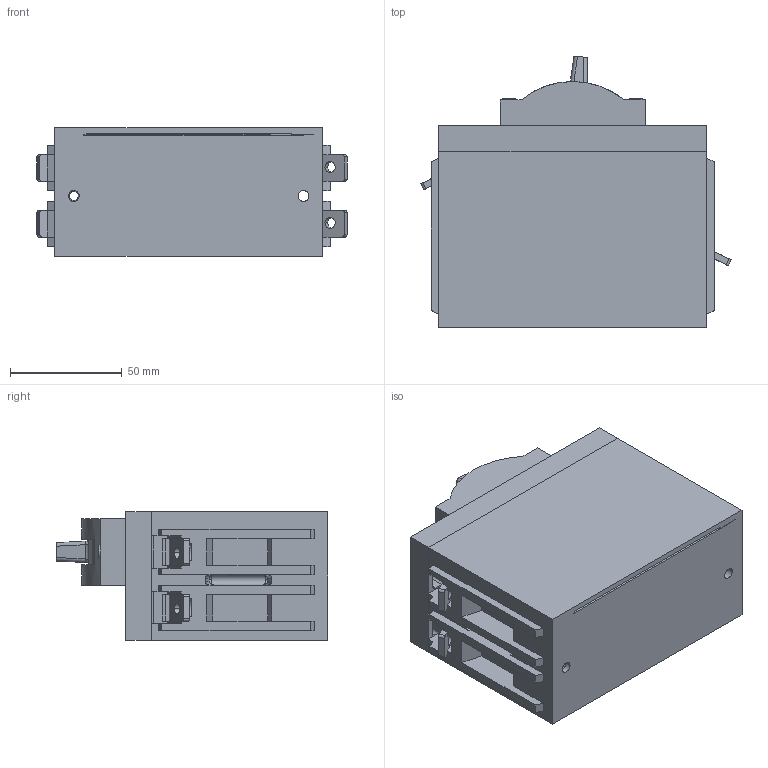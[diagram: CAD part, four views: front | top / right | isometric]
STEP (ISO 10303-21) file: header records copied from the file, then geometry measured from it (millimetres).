
FILE_DESCRIPTION (( 'STEP AP203' ), '1' );
FILE_NAME ('ÀÊ50Á-2ïîë.STEP', '2016-09-22T09:14:19', ( 'admin' ), ( '' ), 'SwSTEP 2.0', 'SolidWorks 2012', '' );
FILE_SCHEMA (( 'CONFIG_CONTROL_DESIGN' ));
Length unit declared in the file: millimetre
Products named in the file (1): ÀÊ50Á-2ïîë
Bounding box: 139 x 121.59 x 57.5 mm (x, y, z)
Volume: 573098.6 mm3; surface area: 110985.7 mm2
Topology: 7 solids, 9 shells, 843 faces, 2244 edges, 1442 vertices
Faces by surface type: plane 490, cylinder 272, torus 36, cone 28, bspline 15, sphere 2
Entity records: 26805 total; most frequent: CARTESIAN_POINT 5695, ORIENTED_EDGE 4472, DIRECTION 4310, EDGE_CURVE 2236, VECTOR 1512, LINE 1512, VERTEX_POINT 1442, AXIS2_PLACEMENT_3D 1399
